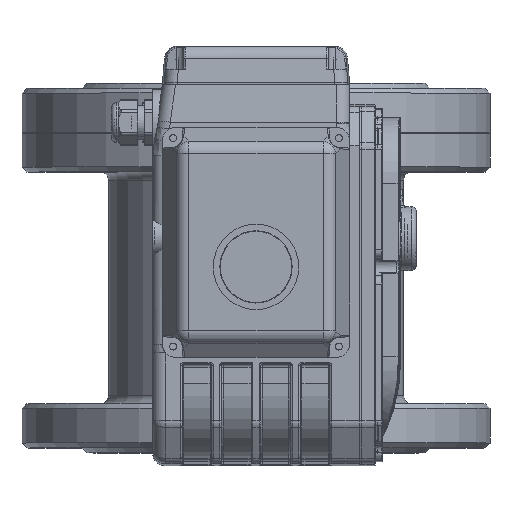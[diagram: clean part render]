
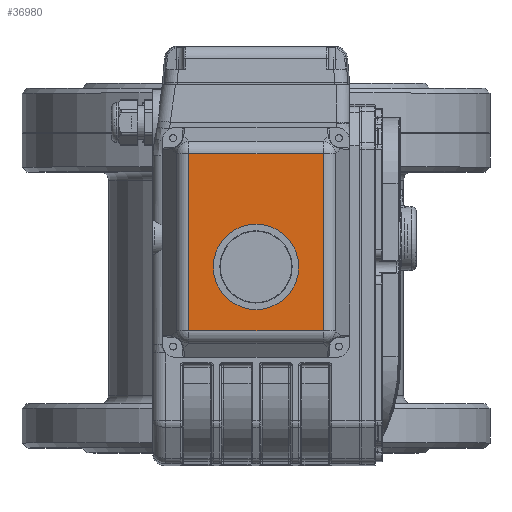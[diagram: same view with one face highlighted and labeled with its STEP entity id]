
A CAD part, top view. The second image highlights one B-rep face of the part: STEP entity #36980.
In plain terms, the highlighted face is planar.
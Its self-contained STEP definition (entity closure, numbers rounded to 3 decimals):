
#3424=LINE('',#63797,#6165);
#3427=LINE('',#63804,#6168);
#3428=LINE('',#63817,#6169);
#3431=LINE('',#63823,#6172);
#6165=VECTOR('',#47919,1000.);
#6168=VECTOR('',#47926,1000.);
#6169=VECTOR('',#47943,1000.);
#6172=VECTOR('',#47950,1000.);
#13307=ORIENTED_EDGE('',*,*,#20882,.F.);
#13308=ORIENTED_EDGE('',*,*,#20830,.T.);
#13309=ORIENTED_EDGE('',*,*,#20820,.T.);
#13310=ORIENTED_EDGE('',*,*,#20816,.T.);
#13311=ORIENTED_EDGE('',*,*,#20826,.T.);
#20816=EDGE_CURVE('',#25045,#25047,#3424,.T.);
#20820=EDGE_CURVE('',#25048,#25045,#3427,.T.);
#20826=EDGE_CURVE('',#25047,#25053,#3428,.T.);
#20830=EDGE_CURVE('',#25053,#25048,#3431,.T.);
#20882=EDGE_CURVE('',#25077,#25077,#27916,.T.);
#25045=VERTEX_POINT('',#63791);
#25047=VERTEX_POINT('',#63796);
#25048=VERTEX_POINT('',#63801);
#25053=VERTEX_POINT('',#63816);
#25077=VERTEX_POINT('',#63936);
#27916=CIRCLE('',#40467,26.);
#29959=EDGE_LOOP('',(#13307));
#29960=EDGE_LOOP('',(#13308,#13309,#13310,#13311));
#32553=FACE_BOUND('',#29959,.T.);
#32554=FACE_BOUND('',#29960,.T.);
#34084=PLANE('',#40466);
#36980=ADVANCED_FACE('',(#32553,#32554),#34084,.T.);
#40466=AXIS2_PLACEMENT_3D('',#63934,#48061,#48062);
#40467=AXIS2_PLACEMENT_3D('',#63935,#48063,#48064);
#47919=DIRECTION('',(0.,0.,-1.));
#47926=DIRECTION('',(1.,0.,0.));
#47943=DIRECTION('',(-1.,0.,0.));
#47950=DIRECTION('',(0.,0.,1.));
#48061=DIRECTION('',(0.,1.,0.));
#48062=DIRECTION('',(0.,0.,1.));
#48063=DIRECTION('',(0.,1.,0.));
#48064=DIRECTION('',(0.,0.,1.));
#63791=CARTESIAN_POINT('',(41.025,36.5,54.025));
#63796=CARTESIAN_POINT('',(41.025,36.5,-54.025));
#63797=CARTESIAN_POINT('',(41.025,36.5,-59.627));
#63801=CARTESIAN_POINT('',(-41.025,36.5,54.025));
#63804=CARTESIAN_POINT('',(46.627,36.5,54.025));
#63816=CARTESIAN_POINT('',(-41.025,36.5,-54.025));
#63817=CARTESIAN_POINT('',(-46.627,36.5,-54.025));
#63823=CARTESIAN_POINT('',(-41.025,36.5,59.627));
#63934=CARTESIAN_POINT('',(0.,36.5,0.));
#63935=CARTESIAN_POINT('',(0.,36.5,15.));
#63936=CARTESIAN_POINT('',(0.,36.5,41.));
